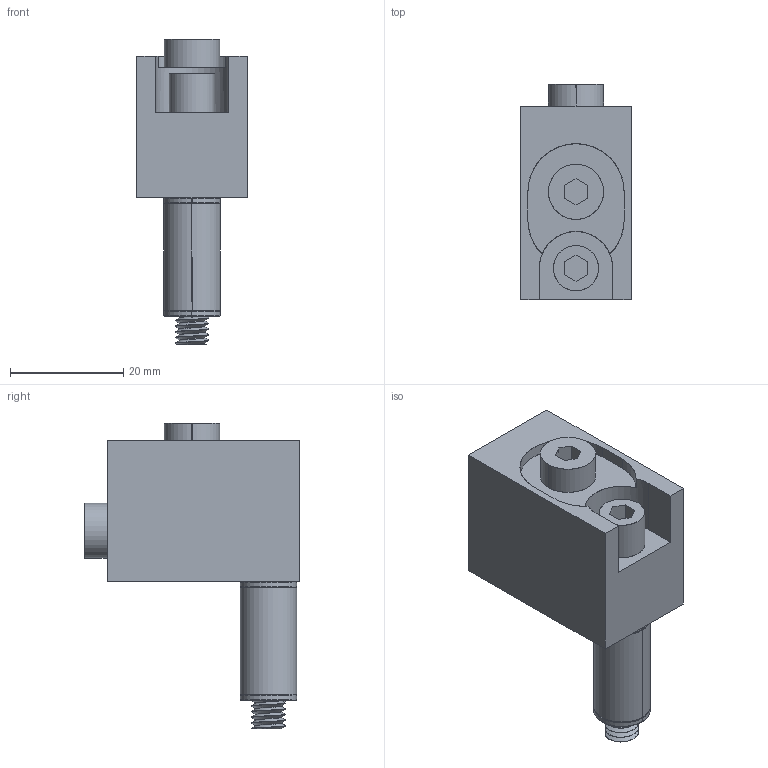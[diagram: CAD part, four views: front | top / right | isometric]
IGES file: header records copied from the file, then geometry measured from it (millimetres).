
Start section: SolidWorks IGES file using analytic representation for surfaces
Global section: file name: MET 1057.IGS; native system: SolidWorks 2017; preprocessor: SolidWorks 2017; author: cad; date: 180112.100913; units: millimetre
Bounding box: 19.5 x 38 x 54 mm (x, y, z)
Surface area: 5911.3 mm2 (no closed solid volume)
Topology: 0 solids, 0 shells, 122 faces, 1915 edges, 1915 vertices
Faces by surface type: bspline 66, revolution 56
